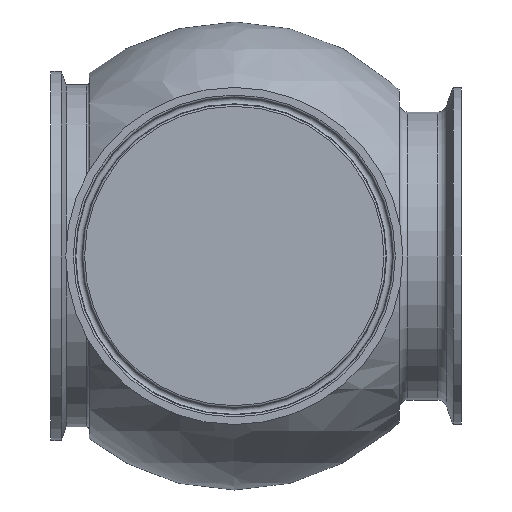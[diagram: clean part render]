
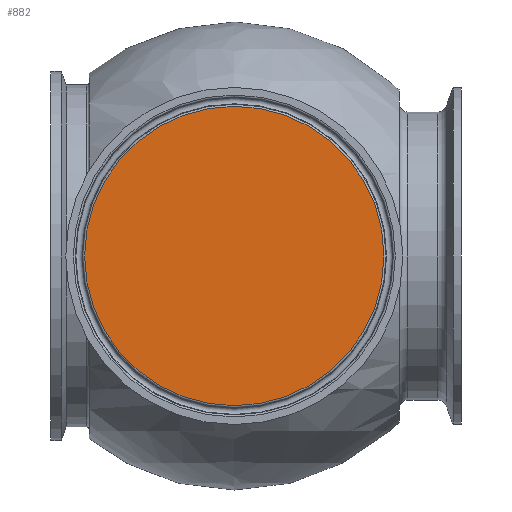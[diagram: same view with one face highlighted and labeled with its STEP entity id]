
A CAD part, left-side view. The second image highlights one B-rep face of the part: STEP entity #882.
In plain terms, the highlighted planar face has unit normal (-1, 0, 0).
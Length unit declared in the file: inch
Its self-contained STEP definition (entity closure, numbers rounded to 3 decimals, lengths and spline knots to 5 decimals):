
#26=PLANE('',#1002);
#115=FACE_OUTER_BOUND('',#162,.T.);
#162=EDGE_LOOP('',(#674,#675));
#222=CIRCLE('',#968,2.07913);
#226=CIRCLE('',#972,2.07913);
#337=VERTEX_POINT('',#1515);
#338=VERTEX_POINT('',#1516);
#450=EDGE_CURVE('',#337,#338,#222,.T.);
#454=EDGE_CURVE('',#338,#337,#226,.T.);
#674=ORIENTED_EDGE('',*,*,#450,.F.);
#675=ORIENTED_EDGE('',*,*,#454,.F.);
#882=ADVANCED_FACE('',(#115),#26,.F.);
#968=AXIS2_PLACEMENT_3D('',#1517,#1177,#1178);
#972=AXIS2_PLACEMENT_3D('',#1523,#1185,#1186);
#1002=AXIS2_PLACEMENT_3D('',#1576,#1249,#1250);
#1177=DIRECTION('center_axis',(1.,0.,0.));
#1178=DIRECTION('ref_axis',(0.,0.,-1.));
#1185=DIRECTION('center_axis',(1.,0.,0.));
#1186=DIRECTION('ref_axis',(0.,0.,-1.));
#1249=DIRECTION('center_axis',(1.,0.,0.));
#1250=DIRECTION('ref_axis',(0.,0.,-1.));
#1515=CARTESIAN_POINT('',(-5.03716,0.53353,2.07913));
#1516=CARTESIAN_POINT('',(-5.03716,0.53353,-2.07913));
#1517=CARTESIAN_POINT('Origin',(-5.03716,0.53353,0.));
#1523=CARTESIAN_POINT('Origin',(-5.03716,0.53353,0.));
#1576=CARTESIAN_POINT('Origin',(-5.03716,2.45053,0.));
